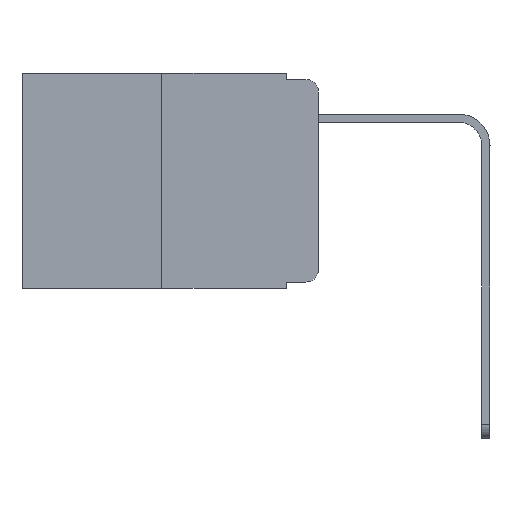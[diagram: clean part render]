
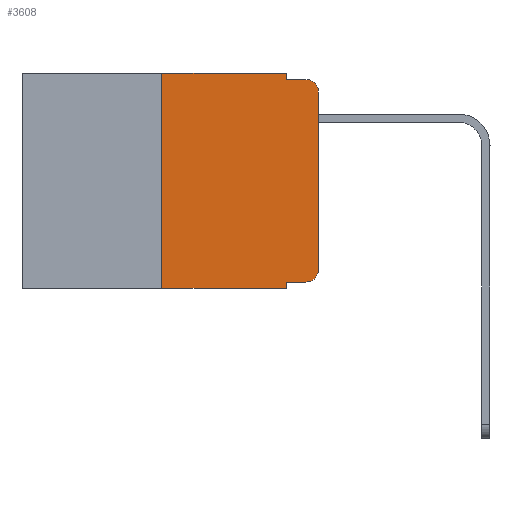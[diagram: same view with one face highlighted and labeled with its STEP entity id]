
A CAD part, left-side view. The second image highlights one B-rep face of the part: STEP entity #3608.
In plain terms, the highlighted planar face has unit normal (-1, 0, 0).
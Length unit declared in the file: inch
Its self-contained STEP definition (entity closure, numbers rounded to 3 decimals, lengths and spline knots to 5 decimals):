
#214 = EDGE_CURVE ( 'NONE', #10132, #12537, #2165, .T. ) ;
#354 = DIRECTION ( 'NONE',  ( 0., 0., -1. ) ) ;
#772 = EDGE_CURVE ( 'NONE', #9067, #17035, #17111, .T. ) ;
#959 = VECTOR ( 'NONE', #7899, 39.37008 ) ;
#1292 = PLANE ( 'NONE',  #18744 ) ;
#1659 = VERTEX_POINT ( 'NONE', #19047 ) ;
#1933 = AXIS2_PLACEMENT_3D ( 'NONE', #7888, #10818, #12364 ) ;
#2165 = LINE ( 'NONE', #12014, #6456 ) ;
#2524 = ORIENTED_EDGE ( 'NONE', *, *, #8667, .F. ) ;
#2548 = CARTESIAN_POINT ( 'NONE',  ( 0., 0.051, -0.343 ) ) ;
#2799 = CIRCLE ( 'NONE', #1933, 0.02 ) ;
#2883 = LINE ( 'NONE', #18559, #3345 ) ;
#3021 = CARTESIAN_POINT ( 'NONE',  ( 0., 0.473, 0. ) ) ;
#3317 = VERTEX_POINT ( 'NONE', #14350 ) ;
#3345 = VECTOR ( 'NONE', #354, 39.37008 ) ;
#3369 = CARTESIAN_POINT ( 'NONE',  ( 0., 0.051, 0. ) ) ;
#3599 = EDGE_CURVE ( 'NONE', #1659, #12709, #7051, .T. ) ;
#3608 = ADVANCED_FACE ( 'NONE', ( #9641 ), #1292, .F. ) ;
#4353 = DIRECTION ( 'NONE',  ( -1., 0., 0. ) ) ;
#4651 = VECTOR ( 'NONE', #15781, 39.37008 ) ;
#5650 = CARTESIAN_POINT ( 'NONE',  ( 0., 0.051, 0. ) ) ;
#6347 = ORIENTED_EDGE ( 'NONE', *, *, #214, .T. ) ;
#6456 = VECTOR ( 'NONE', #13468, 39.37008 ) ;
#6760 = ORIENTED_EDGE ( 'NONE', *, *, #13036, .T. ) ;
#7051 = LINE ( 'NONE', #18162, #17001 ) ;
#7282 = DIRECTION ( 'NONE',  ( 0., -1., 0. ) ) ;
#7549 = LINE ( 'NONE', #16627, #8727 ) ;
#7888 = CARTESIAN_POINT ( 'NONE',  ( 0., 0.02, -0.03 ) ) ;
#7899 = DIRECTION ( 'NONE',  ( 0., -1., 0. ) ) ;
#8667 = EDGE_CURVE ( 'NONE', #1659, #12537, #2883, .T. ) ;
#8727 = VECTOR ( 'NONE', #19618, 39.37008 ) ;
#8776 = CARTESIAN_POINT ( 'NONE',  ( 0., 0., -0.03 ) ) ;
#8947 = EDGE_LOOP ( 'NONE', ( #6760, #19070, #13098, #9135, #10637, #10530, #6347, #2524, #12690, #12450 ) ) ;
#9067 = VERTEX_POINT ( 'NONE', #13009 ) ;
#9135 = ORIENTED_EDGE ( 'NONE', *, *, #15067, .F. ) ;
#9215 = DIRECTION ( 'NONE',  ( 1., 0., 0. ) ) ;
#9641 = FACE_OUTER_BOUND ( 'NONE', #8947, .T. ) ;
#10132 = VERTEX_POINT ( 'NONE', #17852 ) ;
#10208 = EDGE_CURVE ( 'NONE', #12396, #14090, #14951, .T. ) ;
#10530 = ORIENTED_EDGE ( 'NONE', *, *, #12032, .F. ) ;
#10611 = DIRECTION ( 'NONE',  ( 0., 0., -1. ) ) ;
#10637 = ORIENTED_EDGE ( 'NONE', *, *, #772, .F. ) ;
#10818 = DIRECTION ( 'NONE',  ( -1., 0., 0. ) ) ;
#11631 = EDGE_CURVE ( 'NONE', #14448, #14090, #2799, .T. ) ;
#12014 = CARTESIAN_POINT ( 'NONE',  ( 0., 0.473, -0.343 ) ) ;
#12032 = EDGE_CURVE ( 'NONE', #10132, #9067, #7549, .T. ) ;
#12364 = DIRECTION ( 'NONE',  ( 0., 0., -1. ) ) ;
#12391 = CARTESIAN_POINT ( 'NONE',  ( 0., 0.02, -0.01 ) ) ;
#12396 = VERTEX_POINT ( 'NONE', #17432 ) ;
#12450 = ORIENTED_EDGE ( 'NONE', *, *, #17468, .T. ) ;
#12537 = VERTEX_POINT ( 'NONE', #2548 ) ;
#12690 = ORIENTED_EDGE ( 'NONE', *, *, #3599, .T. ) ;
#12709 = VERTEX_POINT ( 'NONE', #13730 ) ;
#12895 = CARTESIAN_POINT ( 'NONE',  ( 0., 0.473, 0. ) ) ;
#13009 = CARTESIAN_POINT ( 'NONE',  ( 0., 0.25, 0. ) ) ;
#13036 = EDGE_CURVE ( 'NONE', #3317, #14448, #18188, .T. ) ;
#13098 = ORIENTED_EDGE ( 'NONE', *, *, #10208, .F. ) ;
#13468 = DIRECTION ( 'NONE',  ( 0., -1., 0. ) ) ;
#13535 = CARTESIAN_POINT ( 'NONE',  ( 0., 0.02, -0.313 ) ) ;
#13543 = VECTOR ( 'NONE', #7282, 39.37008 ) ;
#13730 = CARTESIAN_POINT ( 'NONE',  ( 0., 0.02, -0.333 ) ) ;
#13872 = DIRECTION ( 'NONE',  ( 0., 0., -1. ) ) ;
#14090 = VERTEX_POINT ( 'NONE', #12391 ) ;
#14223 = CARTESIAN_POINT ( 'NONE',  ( 0., 0., 0. ) ) ;
#14350 = CARTESIAN_POINT ( 'NONE',  ( 0., 0., -0.313 ) ) ;
#14448 = VERTEX_POINT ( 'NONE', #8776 ) ;
#14540 = VECTOR ( 'NONE', #16442, 39.37008 ) ;
#14951 = LINE ( 'NONE', #16430, #13543 ) ;
#15067 = EDGE_CURVE ( 'NONE', #17035, #12396, #15241, .T. ) ;
#15241 = LINE ( 'NONE', #5650, #14540 ) ;
#15303 = AXIS2_PLACEMENT_3D ( 'NONE', #13535, #4353, #13872 ) ;
#15781 = DIRECTION ( 'NONE',  ( 0., 0., 1. ) ) ;
#16430 = CARTESIAN_POINT ( 'NONE',  ( 0., 0.051, -0.01 ) ) ;
#16442 = DIRECTION ( 'NONE',  ( 0., 0., -1. ) ) ;
#16627 = CARTESIAN_POINT ( 'NONE',  ( 0., 0.25, 0. ) ) ;
#16688 = DIRECTION ( 'NONE',  ( 0., -1., 0. ) ) ;
#17001 = VECTOR ( 'NONE', #16688, 39.37008 ) ;
#17035 = VERTEX_POINT ( 'NONE', #3369 ) ;
#17111 = LINE ( 'NONE', #12895, #959 ) ;
#17432 = CARTESIAN_POINT ( 'NONE',  ( 0., 0.051, -0.01 ) ) ;
#17468 = EDGE_CURVE ( 'NONE', #12709, #3317, #19642, .T. ) ;
#17852 = CARTESIAN_POINT ( 'NONE',  ( 0., 0.25, -0.343 ) ) ;
#18162 = CARTESIAN_POINT ( 'NONE',  ( 0., 0.051, -0.333 ) ) ;
#18188 = LINE ( 'NONE', #14223, #4651 ) ;
#18559 = CARTESIAN_POINT ( 'NONE',  ( 0., 0.051, 0. ) ) ;
#18744 = AXIS2_PLACEMENT_3D ( 'NONE', #3021, #9215, #10611 ) ;
#19047 = CARTESIAN_POINT ( 'NONE',  ( 0., 0.051, -0.333 ) ) ;
#19070 = ORIENTED_EDGE ( 'NONE', *, *, #11631, .T. ) ;
#19618 = DIRECTION ( 'NONE',  ( 0., 0., 1. ) ) ;
#19642 = CIRCLE ( 'NONE', #15303, 0.02 ) ;
